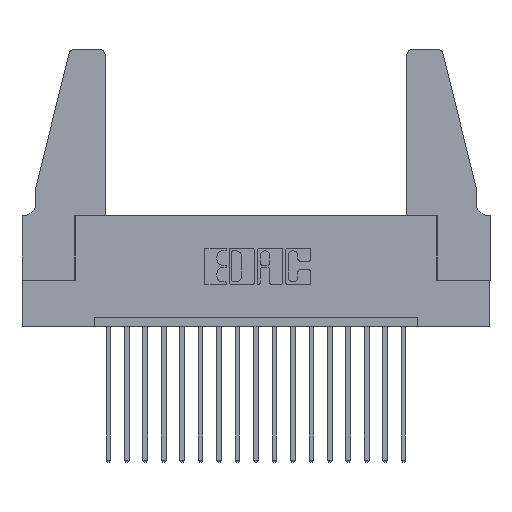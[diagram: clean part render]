
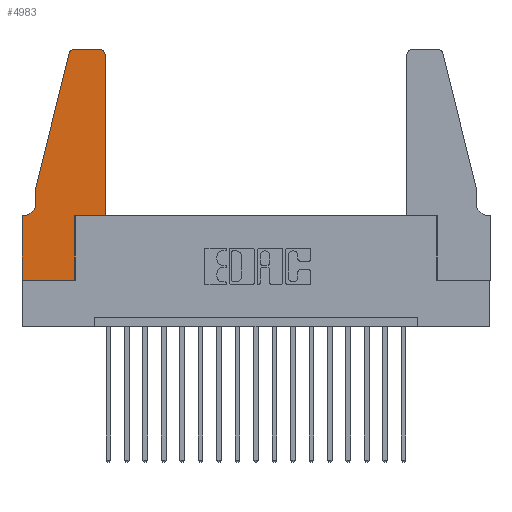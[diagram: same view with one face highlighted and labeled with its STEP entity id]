
A CAD part, top view. The second image highlights one B-rep face of the part: STEP entity #4983.
In plain terms, the highlighted planar face has unit normal (0, 0, 1).
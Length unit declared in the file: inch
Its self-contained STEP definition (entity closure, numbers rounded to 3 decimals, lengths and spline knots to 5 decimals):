
#140 = DIRECTION ( 'NONE',  ( 1., 0., 0. ) ) ;
#333 = ORIENTED_EDGE ( 'NONE', *, *, #7331, .T. ) ;
#581 = CARTESIAN_POINT ( 'NONE',  ( 0.2605, 1.25, 0.37 ) ) ;
#601 = DIRECTION ( 'NONE',  ( 0., 0., 1. ) ) ;
#638 = DIRECTION ( 'NONE',  ( 0., 1., 0. ) ) ;
#870 = CARTESIAN_POINT ( 'NONE',  ( 0.284, 1.22, 0.37 ) ) ;
#937 = AXIS2_PLACEMENT_3D ( 'NONE', #8119, #1122, #16404 ) ;
#939 = DIRECTION ( 'NONE',  ( 0., 0., -1. ) ) ;
#1080 = CARTESIAN_POINT ( 'NONE',  ( 0., 0., 0.37 ) ) ;
#1099 = ORIENTED_EDGE ( 'NONE', *, *, #5938, .T. ) ;
#1122 = DIRECTION ( 'NONE',  ( 0., 0., 1. ) ) ;
#1144 = ORIENTED_EDGE ( 'NONE', *, *, #10006, .T. ) ;
#1497 = VERTEX_POINT ( 'NONE', #8931 ) ;
#2383 = DIRECTION ( 'NONE',  ( -1., 0., 0. ) ) ;
#2512 = CARTESIAN_POINT ( 'NONE',  ( 0.0755, 0.5, 0.37 ) ) ;
#2727 = LINE ( 'NONE', #14834, #6421 ) ;
#2874 = VERTEX_POINT ( 'NONE', #10939 ) ;
#3161 = DIRECTION ( 'NONE',  ( 1., 0., 0. ) ) ;
#3430 = ORIENTED_EDGE ( 'NONE', *, *, #17197, .T. ) ;
#3448 = VERTEX_POINT ( 'NONE', #7759 ) ;
#3450 = CARTESIAN_POINT ( 'NONE',  ( 0.0055, 0.35, 0.37 ) ) ;
#3453 = CARTESIAN_POINT ( 'NONE',  ( 0.25487, 1.22718, 0.37 ) ) ;
#3880 = AXIS2_PLACEMENT_3D ( 'NONE', #870, #7999, #10720 ) ;
#4505 = CARTESIAN_POINT ( 'NONE',  ( 0.4505, 0.35, 0.37 ) ) ;
#4507 = VERTEX_POINT ( 'NONE', #4505 ) ;
#4536 = LINE ( 'NONE', #10953, #14946 ) ;
#4550 = EDGE_CURVE ( 'NONE', #12462, #8987, #2727, .T. ) ;
#4617 = LINE ( 'NONE', #1080, #13230 ) ;
#4890 = DIRECTION ( 'NONE',  ( -1., 0., 0. ) ) ;
#4935 = DIRECTION ( 'NONE',  ( -1., 0., 0. ) ) ;
#4983 = ADVANCED_FACE ( 'NONE', ( #17760 ), #10541, .T. ) ;
#5103 = CIRCLE ( 'NONE', #9652, 0.07 ) ;
#5259 = CIRCLE ( 'NONE', #3880, 0.03 ) ;
#5573 = EDGE_CURVE ( 'NONE', #13283, #12462, #5103, .T. ) ;
#5639 = ORIENTED_EDGE ( 'NONE', *, *, #9159, .T. ) ;
#5777 = CARTESIAN_POINT ( 'NONE',  ( 0.2865, 0.35, 0.37 ) ) ;
#5843 = VECTOR ( 'NONE', #18085, 39.37008 ) ;
#5938 = EDGE_CURVE ( 'NONE', #2874, #13928, #11068, .T. ) ;
#6038 = LINE ( 'NONE', #8852, #14242 ) ;
#6408 = VECTOR ( 'NONE', #11456, 39.37008 ) ;
#6421 = VECTOR ( 'NONE', #4935, 39.37008 ) ;
#6661 = VERTEX_POINT ( 'NONE', #10540 ) ;
#6736 = ORIENTED_EDGE ( 'NONE', *, *, #10529, .T. ) ;
#6761 = VERTEX_POINT ( 'NONE', #3453 ) ;
#6930 = AXIS2_PLACEMENT_3D ( 'NONE', #14620, #601, #140 ) ;
#7290 = VECTOR ( 'NONE', #4890, 39.37008 ) ;
#7331 = EDGE_CURVE ( 'NONE', #8987, #17467, #4617, .T. ) ;
#7358 = ORIENTED_EDGE ( 'NONE', *, *, #8088, .T. ) ;
#7654 = LINE ( 'NONE', #16037, #8524 ) ;
#7759 = CARTESIAN_POINT ( 'NONE',  ( 0.2865, 0., 0.37 ) ) ;
#7789 = CIRCLE ( 'NONE', #6930, 0.03 ) ;
#7932 = CARTESIAN_POINT ( 'NONE',  ( 0.2865, 0.35, 0.37 ) ) ;
#7999 = DIRECTION ( 'NONE',  ( 0., 0., 1. ) ) ;
#8088 = EDGE_CURVE ( 'NONE', #4507, #1497, #7654, .T. ) ;
#8119 = CARTESIAN_POINT ( 'NONE',  ( 0., 0.35, 0.37 ) ) ;
#8202 = EDGE_CURVE ( 'NONE', #13928, #6761, #5259, .T. ) ;
#8524 = VECTOR ( 'NONE', #638, 39.37008 ) ;
#8596 = DIRECTION ( 'NONE',  ( 1., 0., 0. ) ) ;
#8852 = CARTESIAN_POINT ( 'NONE',  ( 0.4505, 0.35, 0.37 ) ) ;
#8931 = CARTESIAN_POINT ( 'NONE',  ( 0.4505, 1.22, 0.37 ) ) ;
#8987 = VERTEX_POINT ( 'NONE', #10705 ) ;
#9159 = EDGE_CURVE ( 'NONE', #6661, #13283, #4536, .T. ) ;
#9337 = ORIENTED_EDGE ( 'NONE', *, *, #4550, .T. ) ;
#9652 = AXIS2_PLACEMENT_3D ( 'NONE', #12487, #939, #2383 ) ;
#10006 = EDGE_CURVE ( 'NONE', #1497, #2874, #7789, .T. ) ;
#10288 = EDGE_CURVE ( 'NONE', #6761, #6661, #17166, .T. ) ;
#10359 = CARTESIAN_POINT ( 'NONE',  ( 0., 0., 0.37 ) ) ;
#10529 = EDGE_CURVE ( 'NONE', #10835, #4507, #6038, .T. ) ;
#10540 = CARTESIAN_POINT ( 'NONE',  ( 0.0755, 0.5, 0.37 ) ) ;
#10541 = PLANE ( 'NONE',  #937 ) ;
#10705 = CARTESIAN_POINT ( 'NONE',  ( 0., 0.35, 0.37 ) ) ;
#10720 = DIRECTION ( 'NONE',  ( 1., 0., 0. ) ) ;
#10835 = VERTEX_POINT ( 'NONE', #7932 ) ;
#10939 = CARTESIAN_POINT ( 'NONE',  ( 0.4205, 1.25, 0.37 ) ) ;
#10953 = CARTESIAN_POINT ( 'NONE',  ( 0.0755, 0.5, 0.37 ) ) ;
#11068 = LINE ( 'NONE', #581, #7290 ) ;
#11239 = DIRECTION ( 'NONE',  ( 0., -1., 0. ) ) ;
#11456 = DIRECTION ( 'NONE',  ( 0., 1., 0. ) ) ;
#11536 = CARTESIAN_POINT ( 'NONE',  ( 0., 0., 0.37 ) ) ;
#11926 = CARTESIAN_POINT ( 'NONE',  ( 0.0755, 0.42, 0.37 ) ) ;
#11992 = ORIENTED_EDGE ( 'NONE', *, *, #5573, .T. ) ;
#12139 = EDGE_LOOP ( 'NONE', ( #1099, #12728, #14117, #5639, #11992, #9337, #333, #3430, #14250, #6736, #7358, #1144 ) ) ;
#12383 = EDGE_CURVE ( 'NONE', #3448, #10835, #13087, .T. ) ;
#12401 = DIRECTION ( 'NONE',  ( 0., -1., 0. ) ) ;
#12462 = VERTEX_POINT ( 'NONE', #3450 ) ;
#12487 = CARTESIAN_POINT ( 'NONE',  ( 0.0055, 0.42, 0.37 ) ) ;
#12695 = VECTOR ( 'NONE', #8596, 39.37008 ) ;
#12728 = ORIENTED_EDGE ( 'NONE', *, *, #8202, .T. ) ;
#13087 = LINE ( 'NONE', #5777, #6408 ) ;
#13230 = VECTOR ( 'NONE', #11239, 39.37008 ) ;
#13283 = VERTEX_POINT ( 'NONE', #11926 ) ;
#13928 = VERTEX_POINT ( 'NONE', #15981 ) ;
#14117 = ORIENTED_EDGE ( 'NONE', *, *, #10288, .T. ) ;
#14242 = VECTOR ( 'NONE', #3161, 39.37008 ) ;
#14250 = ORIENTED_EDGE ( 'NONE', *, *, #12383, .T. ) ;
#14620 = CARTESIAN_POINT ( 'NONE',  ( 0.4205, 1.22, 0.37 ) ) ;
#14834 = CARTESIAN_POINT ( 'NONE',  ( 0.0755, 0.35, 0.37 ) ) ;
#14946 = VECTOR ( 'NONE', #12401, 39.37008 ) ;
#15981 = CARTESIAN_POINT ( 'NONE',  ( 0.284, 1.25, 0.37 ) ) ;
#16037 = CARTESIAN_POINT ( 'NONE',  ( 0.4505, 0.35, 0.37 ) ) ;
#16404 = DIRECTION ( 'NONE',  ( 1., 0., 0. ) ) ;
#17166 = LINE ( 'NONE', #2512, #5843 ) ;
#17197 = EDGE_CURVE ( 'NONE', #17467, #3448, #17801, .T. ) ;
#17467 = VERTEX_POINT ( 'NONE', #10359 ) ;
#17760 = FACE_OUTER_BOUND ( 'NONE', #12139, .T. ) ;
#17801 = LINE ( 'NONE', #11536, #12695 ) ;
#18085 = DIRECTION ( 'NONE',  ( -0.239, -0.971, 0. ) ) ;
